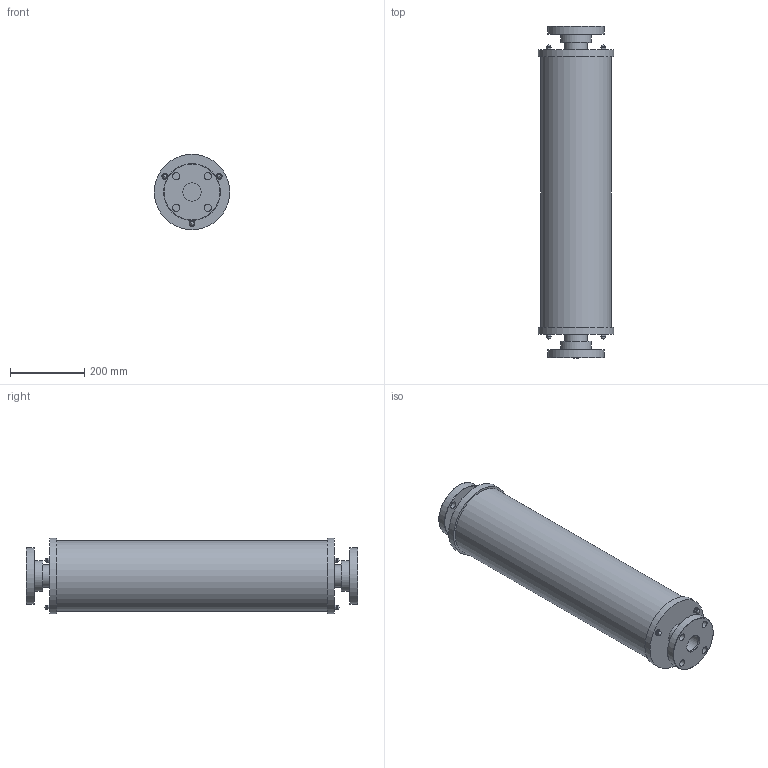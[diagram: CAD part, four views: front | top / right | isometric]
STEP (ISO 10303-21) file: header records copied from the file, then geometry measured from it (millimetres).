
FILE_DESCRIPTION((''),'2;1');
FILE_NAME('ACS#2-10000-GCV-F_R0.stp','2017-07-24T16:22:28',('salesdesk5'),(''),'Autodesk Inventor 2009','Autodesk Inventor 2009','');
FILE_SCHEMA(('AUTOMOTIVE_DESIGN { 1 0 10303 214 1 1 1 1 }'));
Length unit declared in the file: inch
Products named in the file (1): ACS#2-10000-GCV-F_R0
Bounding box: 203.2 x 892.3 x 203.2 mm (x, y, z)
Volume: 22803627.1 mm3; surface area: 690727.3 mm2
Topology: 1 solids, 1 shells, 201 faces, 435 edges, 256 vertices
Faces by surface type: bspline 124, cylinder 27, torus 26, plane 22, cone 2
Full cylindrical faces by diameter (mm): 15.875 x6, 18.923 x8, 48.59 x2, 49.251 x2, 60.325 x2, 82.398 x2, 152.4 x2, 190.5 x1, 203.2 x2
Entity records: 7769 total; most frequent: CARTESIAN_POINT 4298, ORIENTED_EDGE 692, DIRECTION 524, EDGE_CURVE 346, EDGE_LOOP 308, AXIS2_PLACEMENT_3D 244, VERTEX_POINT 238, FACE_OUTER_BOUND 201
